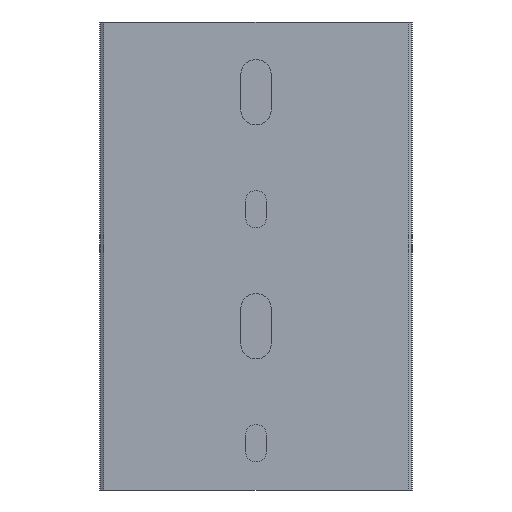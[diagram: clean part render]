
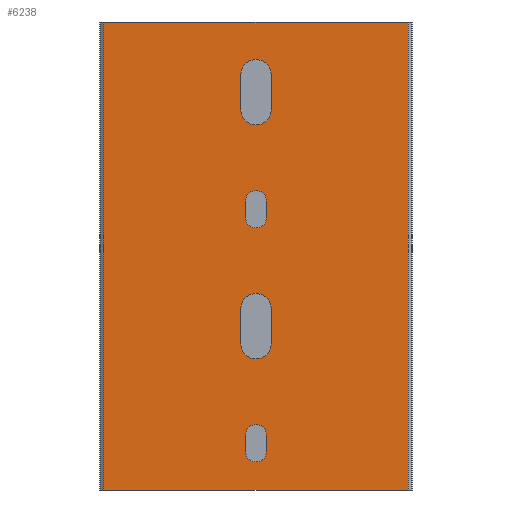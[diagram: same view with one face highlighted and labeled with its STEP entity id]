
A CAD part, front view. The second image highlights one B-rep face of the part: STEP entity #6238.
In plain terms, the highlighted planar face has unit normal (0, -1, 0).
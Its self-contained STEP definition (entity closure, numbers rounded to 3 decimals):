
#444=DIRECTION('',(1.,0.,0.));
#445=VECTOR('',#444,65.078);
#446=CARTESIAN_POINT('',(-32.539,0.,0.));
#447=LINE('47186',#446,#445);
#448=DIRECTION('',(0.,0.,-1.));
#449=VECTOR('',#448,100.);
#450=CARTESIAN_POINT('',(32.539,0.,0.));
#451=LINE('47183',#450,#449);
#452=DIRECTION('',(-1.,0.,0.));
#453=VECTOR('',#452,65.078);
#454=CARTESIAN_POINT('',(32.539,0.,-100.));
#455=LINE('47187',#454,#453);
#456=CARTESIAN_POINT('',(0.,0.,-11.25));
#457=DIRECTION('',(0.,-1.,0.));
#458=DIRECTION('',(1.,0.,0.));
#459=AXIS2_PLACEMENT_3D('',#456,#457,#458);
#461=DIRECTION('',(0.,0.,-1.));
#462=VECTOR('',#461,7.5);
#463=CARTESIAN_POINT('',(-3.25,0.,-11.25));
#464=LINE('6947',#463,#462);
#465=CARTESIAN_POINT('',(0.,0.,-18.75));
#466=DIRECTION('',(0.,-1.,0.));
#467=DIRECTION('',(-1.,0.,0.));
#468=AXIS2_PLACEMENT_3D('',#465,#466,#467);
#470=DIRECTION('',(0.,0.,1.));
#471=VECTOR('',#470,7.5);
#472=CARTESIAN_POINT('',(3.25,0.,-18.75));
#473=LINE('6950',#472,#471);
#474=CARTESIAN_POINT('',(0.,0.,-38.25));
#475=DIRECTION('',(0.,-1.,0.));
#476=DIRECTION('',(1.,0.,0.));
#477=AXIS2_PLACEMENT_3D('',#474,#475,#476);
#479=DIRECTION('',(0.,0.,-1.));
#480=VECTOR('',#479,3.5);
#481=CARTESIAN_POINT('',(-2.25,0.,-38.25));
#482=LINE('6953',#481,#480);
#483=CARTESIAN_POINT('',(0.,0.,-41.75));
#484=DIRECTION('',(0.,-1.,0.));
#485=DIRECTION('',(-1.,0.,0.));
#486=AXIS2_PLACEMENT_3D('',#483,#484,#485);
#488=DIRECTION('',(0.,0.,1.));
#489=VECTOR('',#488,3.5);
#490=CARTESIAN_POINT('',(2.25,0.,-41.75));
#491=LINE('6956',#490,#489);
#492=CARTESIAN_POINT('',(0.,0.,-61.25));
#493=DIRECTION('',(0.,-1.,0.));
#494=DIRECTION('',(1.,0.,0.));
#495=AXIS2_PLACEMENT_3D('',#492,#493,#494);
#497=DIRECTION('',(0.,0.,-1.));
#498=VECTOR('',#497,7.5);
#499=CARTESIAN_POINT('',(-3.25,0.,-61.25));
#500=LINE('6959',#499,#498);
#501=CARTESIAN_POINT('',(0.,0.,-68.75));
#502=DIRECTION('',(0.,-1.,0.));
#503=DIRECTION('',(-1.,0.,0.));
#504=AXIS2_PLACEMENT_3D('',#501,#502,#503);
#506=DIRECTION('',(0.,0.,1.));
#507=VECTOR('',#506,7.5);
#508=CARTESIAN_POINT('',(3.25,0.,-68.75));
#509=LINE('6962',#508,#507);
#510=CARTESIAN_POINT('',(0.,0.,-88.25));
#511=DIRECTION('',(0.,-1.,0.));
#512=DIRECTION('',(1.,0.,0.));
#513=AXIS2_PLACEMENT_3D('',#510,#511,#512);
#515=DIRECTION('',(0.,0.,-1.));
#516=VECTOR('',#515,3.5);
#517=CARTESIAN_POINT('',(-2.25,0.,-88.25));
#518=LINE('6965',#517,#516);
#519=CARTESIAN_POINT('',(0.,0.,-91.75));
#520=DIRECTION('',(0.,-1.,0.));
#521=DIRECTION('',(-1.,0.,0.));
#522=AXIS2_PLACEMENT_3D('',#519,#520,#521);
#524=DIRECTION('',(0.,0.,1.));
#525=VECTOR('',#524,3.5);
#526=CARTESIAN_POINT('',(2.25,0.,-91.75));
#527=LINE('6968',#526,#525);
#652=DIRECTION('',(0.,0.,-1.));
#653=VECTOR('',#652,100.);
#654=CARTESIAN_POINT('',(-32.539,0.,0.));
#655=LINE('47060',#654,#653);
#5197=CARTESIAN_POINT('',(-3.25,0.,-11.25));
#5198=CARTESIAN_POINT('',(-3.25,0.,-18.75));
#5199=VERTEX_POINT('',#5197);
#5200=VERTEX_POINT('',#5198);
#5201=CARTESIAN_POINT('',(3.25,0.,-18.75));
#5202=CARTESIAN_POINT('',(3.25,0.,-11.25));
#5203=VERTEX_POINT('',#5201);
#5204=VERTEX_POINT('',#5202);
#5205=CARTESIAN_POINT('',(-2.25,0.,-38.25));
#5206=CARTESIAN_POINT('',(-2.25,0.,-41.75));
#5207=VERTEX_POINT('',#5205);
#5208=VERTEX_POINT('',#5206);
#5209=CARTESIAN_POINT('',(2.25,0.,-41.75));
#5210=CARTESIAN_POINT('',(2.25,0.,-38.25));
#5211=VERTEX_POINT('',#5209);
#5212=VERTEX_POINT('',#5210);
#5213=CARTESIAN_POINT('',(-3.25,0.,-61.25));
#5214=CARTESIAN_POINT('',(-3.25,0.,-68.75));
#5215=VERTEX_POINT('',#5213);
#5216=VERTEX_POINT('',#5214);
#5217=CARTESIAN_POINT('',(3.25,0.,-68.75));
#5218=CARTESIAN_POINT('',(3.25,0.,-61.25));
#5219=VERTEX_POINT('',#5217);
#5220=VERTEX_POINT('',#5218);
#5221=CARTESIAN_POINT('',(-2.25,0.,-88.25));
#5222=CARTESIAN_POINT('',(-2.25,0.,-91.75));
#5223=VERTEX_POINT('',#5221);
#5224=VERTEX_POINT('',#5222);
#5225=CARTESIAN_POINT('',(2.25,0.,-91.75));
#5226=CARTESIAN_POINT('',(2.25,0.,-88.25));
#5227=VERTEX_POINT('',#5225);
#5228=VERTEX_POINT('',#5226);
#5721=CARTESIAN_POINT('',(-32.539,0.,0.));
#5722=CARTESIAN_POINT('',(-32.539,0.,-100.));
#5723=VERTEX_POINT('',#5721);
#5724=VERTEX_POINT('',#5722);
#5769=CARTESIAN_POINT('',(32.539,0.,0.));
#5770=CARTESIAN_POINT('',(32.539,0.,-100.));
#5771=VERTEX_POINT('',#5769);
#5772=VERTEX_POINT('',#5770);
#6186=CARTESIAN_POINT('',(-28.7,0.,0.));
#6187=DIRECTION('',(0.,-1.,0.));
#6188=DIRECTION('',(1.,0.,0.));
#6189=AXIS2_PLACEMENT_3D('',#6186,#6187,#6188);
#6190=PLANE('7480',#6189);
#6191=ORIENTED_EDGE('47186',*,*,#5780,.T.);
#6192=ORIENTED_EDGE('47183',*,*,#5812,.T.);
#6193=ORIENTED_EDGE('47187',*,*,#6171,.T.);
#6195=ORIENTED_EDGE('47060',*,*,#6194,.F.);
#6196=EDGE_LOOP('7480',(#6191,#6192,#6193,#6195));
#6197=FACE_OUTER_BOUND('7480',#6196,.F.);
#6199=ORIENTED_EDGE('21362',*,*,#6198,.T.);
#6201=ORIENTED_EDGE('6947',*,*,#6200,.T.);
#6203=ORIENTED_EDGE('21363',*,*,#6202,.T.);
#6205=ORIENTED_EDGE('6950',*,*,#6204,.T.);
#6206=EDGE_LOOP('7480',(#6199,#6201,#6203,#6205));
#6207=FACE_BOUND('7480',#6206,.F.);
#6209=ORIENTED_EDGE('21364',*,*,#6208,.T.);
#6211=ORIENTED_EDGE('6953',*,*,#6210,.T.);
#6213=ORIENTED_EDGE('21365',*,*,#6212,.T.);
#6215=ORIENTED_EDGE('6956',*,*,#6214,.T.);
#6216=EDGE_LOOP('7480',(#6209,#6211,#6213,#6215));
#6217=FACE_BOUND('7480',#6216,.F.);
#6219=ORIENTED_EDGE('21366',*,*,#6218,.T.);
#6221=ORIENTED_EDGE('6959',*,*,#6220,.T.);
#6223=ORIENTED_EDGE('21367',*,*,#6222,.T.);
#6225=ORIENTED_EDGE('6962',*,*,#6224,.T.);
#6226=EDGE_LOOP('7480',(#6219,#6221,#6223,#6225));
#6227=FACE_BOUND('7480',#6226,.F.);
#6229=ORIENTED_EDGE('21368',*,*,#6228,.T.);
#6231=ORIENTED_EDGE('6965',*,*,#6230,.T.);
#6233=ORIENTED_EDGE('21369',*,*,#6232,.T.);
#6235=ORIENTED_EDGE('6968',*,*,#6234,.T.);
#6236=EDGE_LOOP('7480',(#6229,#6231,#6233,#6235));
#6237=FACE_BOUND('7480',#6236,.F.);
#6238=ADVANCED_FACE('7480',(#6197,#6207,#6217,#6227,#6237),#6190,.T.);
#460=CIRCLE('21362',#459,3.25);
#469=CIRCLE('21363',#468,3.25);
#478=CIRCLE('21364',#477,2.25);
#487=CIRCLE('21365',#486,2.25);
#496=CIRCLE('21366',#495,3.25);
#505=CIRCLE('21367',#504,3.25);
#514=CIRCLE('21368',#513,2.25);
#523=CIRCLE('21369',#522,2.25);
#5780=EDGE_CURVE('47186',#5723,#5771,#447,.T.);
#5812=EDGE_CURVE('47183',#5771,#5772,#451,.T.);
#6171=EDGE_CURVE('47187',#5772,#5724,#455,.T.);
#6194=EDGE_CURVE('47060',#5723,#5724,#655,.T.);
#6198=EDGE_CURVE('21362',#5204,#5199,#460,.T.);
#6200=EDGE_CURVE('6947',#5199,#5200,#464,.T.);
#6202=EDGE_CURVE('21363',#5200,#5203,#469,.T.);
#6204=EDGE_CURVE('6950',#5203,#5204,#473,.T.);
#6208=EDGE_CURVE('21364',#5212,#5207,#478,.T.);
#6210=EDGE_CURVE('6953',#5207,#5208,#482,.T.);
#6212=EDGE_CURVE('21365',#5208,#5211,#487,.T.);
#6214=EDGE_CURVE('6956',#5211,#5212,#491,.T.);
#6218=EDGE_CURVE('21366',#5220,#5215,#496,.T.);
#6220=EDGE_CURVE('6959',#5215,#5216,#500,.T.);
#6222=EDGE_CURVE('21367',#5216,#5219,#505,.T.);
#6224=EDGE_CURVE('6962',#5219,#5220,#509,.T.);
#6228=EDGE_CURVE('21368',#5228,#5223,#514,.T.);
#6230=EDGE_CURVE('6965',#5223,#5224,#518,.T.);
#6232=EDGE_CURVE('21369',#5224,#5227,#523,.T.);
#6234=EDGE_CURVE('6968',#5227,#5228,#527,.T.);
